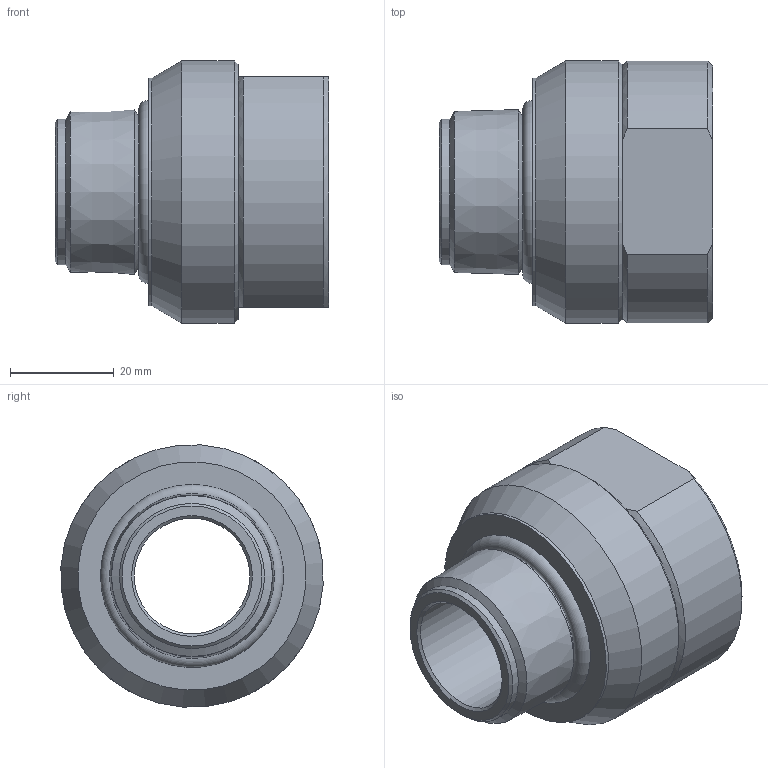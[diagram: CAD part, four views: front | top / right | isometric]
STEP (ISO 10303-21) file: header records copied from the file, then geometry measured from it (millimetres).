
FILE_DESCRIPTION(/* description */ (''),/* implementation_level */ '2;1');
FILE_NAME(/* name */ 'MITH162161X_CAD MODEL.stp',/* time_stamp */ '2019-03-13T10:19:38-05:00',/* author */ ('scottg'),/* organization */ ('FasTest,Inc.'),/* preprocessor_version */ 'ST-DEVELOPER v17.2',/* originating_system */ 'Autodesk Inventor 2019',/* authorisation */ '');
FILE_SCHEMA (('AUTOMOTIVE_DESIGN { 1 0 10303 214 3 1 1 }'));
Length unit declared in the file: inch
Products named in the file (1): MITH162161X_CAD MODEL
Bounding box: 52.58 x 50.42 x 50.42 mm (x, y, z)
Volume: 51600.8 mm3; surface area: 14338.2 mm2
Topology: 1 solids, 1 shells, 31 faces, 80 edges, 55 vertices
Faces by surface type: cone 14, cylinder 8, plane 8, torus 1
Full cylindrical faces by diameter (mm): 22.225 x1, 27.94 x2, 28.575 x1, 43.942 x1, 50.546 x1
Entity records: 1065 total; most frequent: DIRECTION 184, CARTESIAN_POINT 183, ORIENTED_EDGE 160, EDGE_CURVE 80, AXIS2_PLACEMENT_3D 80, VERTEX_POINT 55, CIRCLE 48, EDGE_LOOP 37
